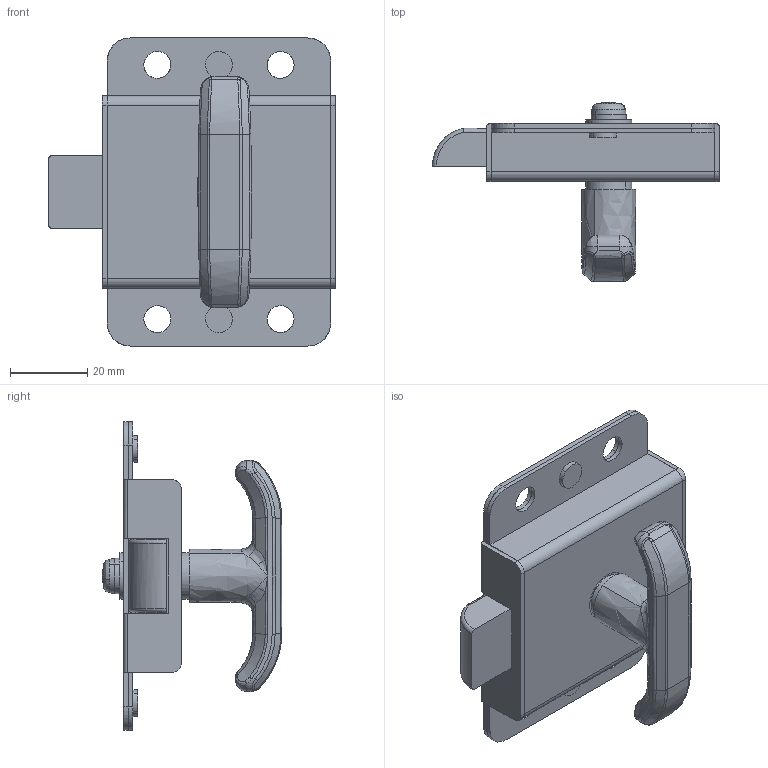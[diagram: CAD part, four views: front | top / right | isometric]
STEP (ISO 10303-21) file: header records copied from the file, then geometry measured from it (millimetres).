
FILE_DESCRIPTION((''),'2;1');
FILE_NAME('','2006-01-17T11:04:05',(''),(''),'','CADfix','');
FILE_SCHEMA(('AUTOMOTIVE_DESIGN'));
Length unit declared in the file: millimetre
Products named in the file (7): rivet; screw; latch; handle; cover; base; THA_299_1_27523_36
Assembly tree (7 placements, depth 2):
  THA_299_1_27523_36
    rivet  x2
    screw
    latch
    handle
    cover
    base
Bounding box: 74.5 x 46.56 x 80 mm (x, y, z)
Volume: 39563.3 mm3; surface area: 33281.1 mm2
Topology: 7 solids, 7 shells, 293 faces, 947 edges, 664 vertices
Faces by surface type: bspline 293
Entity records: 16905 total; most frequent: CARTESIAN_POINT 11496, ORIENTED_EDGE 1786, EDGE_CURVE 893, VERTEX_POINT 628, B_SPLINE_CURVE_WITH_KNOTS 562, EDGE_LOOP 323, QUASI_UNIFORM_CURVE 311, FACE_OUTER_BOUND 283
